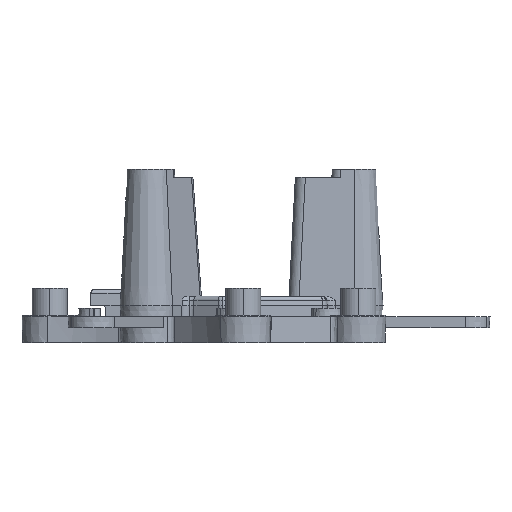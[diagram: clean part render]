
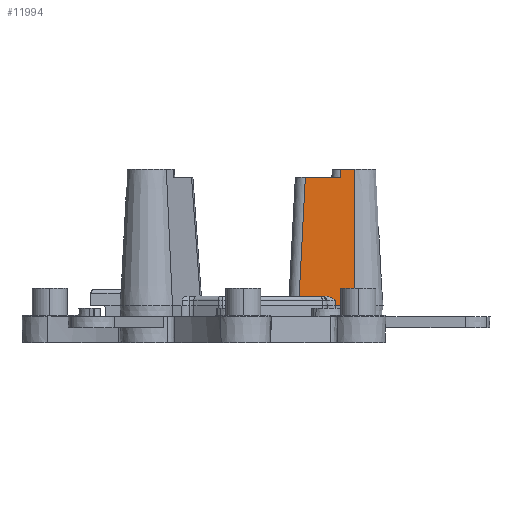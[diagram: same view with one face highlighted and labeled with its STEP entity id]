
A CAD part, left-side view. The second image highlights one B-rep face of the part: STEP entity #11994.
In plain terms, the highlighted planar face has unit normal (-0.999, 0, 0.052).
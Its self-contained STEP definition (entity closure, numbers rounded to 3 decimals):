
#94 = CARTESIAN_POINT ( 'NONE',  ( -5.033, -16.707, 5.725 ) ) ;
#120 = LINE ( 'NONE', #6880, #11577 ) ;
#180 = CARTESIAN_POINT ( 'NONE',  ( -5.105, 0., 4.362 ) ) ;
#610 = VERTEX_POINT ( 'NONE', #17199 ) ;
#794 = VERTEX_POINT ( 'NONE', #12724 ) ;
#1030 = EDGE_CURVE ( 'NONE', #794, #17887, #12812, .T. ) ;
#1177 = CARTESIAN_POINT ( 'NONE',  ( -5.043, -21.201, 5.545 ) ) ;
#1341 = CARTESIAN_POINT ( 'NONE',  ( -3.807, -22.485, 29.122 ) ) ;
#1590 = CARTESIAN_POINT ( 'NONE',  ( -5.013, 0., 6.112 ) ) ;
#1654 = CARTESIAN_POINT ( 'NONE',  ( -5.098, -21.539, 4.5 ) ) ;
#1988 = ORIENTED_EDGE ( 'NONE', *, *, #11586, .F. ) ;
#2096 = LINE ( 'NONE', #2980, #19590 ) ;
#2200 = ORIENTED_EDGE ( 'NONE', *, *, #10448, .T. ) ;
#2563 = CARTESIAN_POINT ( 'NONE',  ( -5.013, -20.05, 6.112 ) ) ;
#2955 = VECTOR ( 'NONE', #8784, 1000. ) ;
#2980 = CARTESIAN_POINT ( 'NONE',  ( -5.006, -16.258, 6.25 ) ) ;
#3451 = CARTESIAN_POINT ( 'NONE',  ( -5.019, -17.28, 6.008 ) ) ;
#3455 = CARTESIAN_POINT ( 'NONE',  ( -5.065, -16.159, 5.114 ) ) ;
#3528 = DIRECTION ( 'NONE',  ( 0., 1., 0. ) ) ;
#3782 = EDGE_CURVE ( 'NONE', #11290, #9898, #6687, .T. ) ;
#3881 = EDGE_CURVE ( 'NONE', #17887, #16602, #120, .T. ) ;
#4499 = EDGE_CURVE ( 'NONE', #17393, #9898, #17623, .T. ) ;
#4964 = CARTESIAN_POINT ( 'NONE',  ( -5.163, -21.13, 3.258 ) ) ;
#5199 = ORIENTED_EDGE ( 'NONE', *, *, #3881, .T. ) ;
#5285 = CARTESIAN_POINT ( 'NONE',  ( -5.013, -19.724, 6.112 ) ) ;
#5458 = DIRECTION ( 'NONE',  ( -0.999, 0., 0.052 ) ) ;
#6356 = VERTEX_POINT ( 'NONE', #17918 ) ;
#6687 = LINE ( 'NONE', #1590, #20060 ) ;
#6724 = EDGE_CURVE ( 'NONE', #610, #9705, #15480, .T. ) ;
#6880 = CARTESIAN_POINT ( 'NONE',  ( -5.105, -19.86, 4.362 ) ) ;
#7190 = CARTESIAN_POINT ( 'NONE',  ( -5.053, -16.18, 5.36 ) ) ;
#7748 = CARTESIAN_POINT ( 'NONE',  ( -3.886, -16.01, 27.622 ) ) ;
#7831 = EDGE_CURVE ( 'NONE', #13009, #16602, #11624, .T. ) ;
#7951 = EDGE_CURVE ( 'NONE', #11290, #794, #21404, .T. ) ;
#7992 = VECTOR ( 'NONE', #13777, 1000. ) ;
#8151 = CARTESIAN_POINT ( 'NONE',  ( -5.053, -21.464, 5.36 ) ) ;
#8239 = LINE ( 'NONE', #4964, #8756 ) ;
#8366 = CARTESIAN_POINT ( 'NONE',  ( -5.019, -20.364, 6.008 ) ) ;
#8544 = CARTESIAN_POINT ( 'NONE',  ( -5.105, -25., 4.362 ) ) ;
#8644 = VECTOR ( 'NONE', #21410, 1000. ) ;
#8756 = VECTOR ( 'NONE', #12291, 1000. ) ;
#8784 = DIRECTION ( 'NONE',  ( -0.052, -0.087, -0.995 ) ) ;
#9097 = VECTOR ( 'NONE', #10811, 1000. ) ;
#9235 = CARTESIAN_POINT ( 'NONE',  ( -5.105, -25., 4.362 ) ) ;
#9318 = ORIENTED_EDGE ( 'NONE', *, *, #10706, .T. ) ;
#9543 = EDGE_LOOP ( 'NONE', ( #9318, #2200, #11880, #13996, #18903, #10215, #22416, #5199, #20880, #1988, #14457, #14705 ) ) ;
#9705 = VERTEX_POINT ( 'NONE', #7748 ) ;
#9823 = VERTEX_POINT ( 'NONE', #3455 ) ;
#9898 = VERTEX_POINT ( 'NONE', #10689 ) ;
#10215 = ORIENTED_EDGE ( 'NONE', *, *, #7951, .T. ) ;
#10448 = EDGE_CURVE ( 'NONE', #6356, #9823, #16450, .T. ) ;
#10467 = DIRECTION ( 'NONE',  ( 0.052, 0., 0.999 ) ) ;
#10530 = CARTESIAN_POINT ( 'NONE',  ( -5.043, -16.441, 5.543 ) ) ;
#10689 = CARTESIAN_POINT ( 'NONE',  ( -5.013, -17.92, 6.112 ) ) ;
#10706 = EDGE_CURVE ( 'NONE', #9705, #6356, #16186, .T. ) ;
#10811 = DIRECTION ( 'NONE',  ( 0., -1., 0. ) ) ;
#10861 = CARTESIAN_POINT ( 'NONE',  ( -3.807, 0., 29.122 ) ) ;
#11290 = VERTEX_POINT ( 'NONE', #5285 ) ;
#11577 = VECTOR ( 'NONE', #17233, 1000. ) ;
#11586 = EDGE_CURVE ( 'NONE', #15847, #13009, #14522, .T. ) ;
#11624 = LINE ( 'NONE', #9235, #8644 ) ;
#11880 = ORIENTED_EDGE ( 'NONE', *, *, #17183, .T. ) ;
#11994 = ADVANCED_FACE ( 'NONE', ( #20493 ), #14243, .T. ) ;
#12291 = DIRECTION ( 'NONE',  ( -0.052, 0.052, -0.997 ) ) ;
#12724 = CARTESIAN_POINT ( 'NONE',  ( -5.053, -21.464, 5.36 ) ) ;
#12812 = LINE ( 'NONE', #1654, #2955 ) ;
#13009 = VERTEX_POINT ( 'NONE', #17080 ) ;
#13777 = DIRECTION ( 'NONE',  ( -0.052, 0.052, -0.997 ) ) ;
#13913 = CARTESIAN_POINT ( 'NONE',  ( -3.886, 0., 27.622 ) ) ;
#13996 = ORIENTED_EDGE ( 'NONE', *, *, #4499, .T. ) ;
#13997 = CARTESIAN_POINT ( 'NONE',  ( -5.013, -17.594, 6.112 ) ) ;
#14075 = DIRECTION ( 'NONE',  ( 0., 1., 0. ) ) ;
#14243 = PLANE ( 'NONE',  #14634 ) ;
#14457 = ORIENTED_EDGE ( 'NONE', *, *, #21897, .T. ) ;
#14522 = LINE ( 'NONE', #10861, #17217 ) ;
#14634 = AXIS2_PLACEMENT_3D ( 'NONE', #180, #5458, #10467 ) ;
#14705 = ORIENTED_EDGE ( 'NONE', *, *, #6724, .T. ) ;
#15480 = LINE ( 'NONE', #13913, #16567 ) ;
#15847 = VERTEX_POINT ( 'NONE', #1341 ) ;
#16186 = LINE ( 'NONE', #18441, #7992 ) ;
#16249 = CARTESIAN_POINT ( 'NONE',  ( -5.053, -16.18, 5.36 ) ) ;
#16450 = LINE ( 'NONE', #19608, #9097 ) ;
#16567 = VECTOR ( 'NONE', #14075, 1000. ) ;
#16602 = VERTEX_POINT ( 'NONE', #8544 ) ;
#17080 = CARTESIAN_POINT ( 'NONE',  ( -3.807, -25., 29.122 ) ) ;
#17183 = EDGE_CURVE ( 'NONE', #9823, #17393, #2096, .T. ) ;
#17199 = CARTESIAN_POINT ( 'NONE',  ( -3.886, -22.407, 27.622 ) ) ;
#17217 = VECTOR ( 'NONE', #19572, 1000. ) ;
#17233 = DIRECTION ( 'NONE',  ( 0., -1., 0. ) ) ;
#17393 = VERTEX_POINT ( 'NONE', #16249 ) ;
#17623 = B_SPLINE_CURVE_WITH_KNOTS ( 'NONE', 3,
 ( #7190, #10530, #94, #3451, #13997, #19165 ),
 .UNSPECIFIED., .F., .F.,
 ( 4, 2, 4 ),
 ( 0., 0.001, 0.002 ),
 .UNSPECIFIED. ) ;
#17887 = VERTEX_POINT ( 'NONE', #19002 ) ;
#17918 = CARTESIAN_POINT ( 'NONE',  ( -5.065, -14.839, 5.114 ) ) ;
#18225 = CARTESIAN_POINT ( 'NONE',  ( -5.013, -19.724, 6.112 ) ) ;
#18441 = CARTESIAN_POINT ( 'NONE',  ( -5.145, -14.76, 3.597 ) ) ;
#18600 = CARTESIAN_POINT ( 'NONE',  ( -5.033, -20.937, 5.725 ) ) ;
#18903 = ORIENTED_EDGE ( 'NONE', *, *, #3782, .F. ) ;
#19002 = CARTESIAN_POINT ( 'NONE',  ( -5.105, -21.551, 4.362 ) ) ;
#19072 = DIRECTION ( 'NONE',  ( 0.052, -0.087, 0.995 ) ) ;
#19165 = CARTESIAN_POINT ( 'NONE',  ( -5.013, -17.92, 6.112 ) ) ;
#19572 = DIRECTION ( 'NONE',  ( 0., -1., 0. ) ) ;
#19590 = VECTOR ( 'NONE', #19072, 1000. ) ;
#19608 = CARTESIAN_POINT ( 'NONE',  ( -5.065, 0., 5.114 ) ) ;
#20060 = VECTOR ( 'NONE', #3528, 1000. ) ;
#20493 = FACE_OUTER_BOUND ( 'NONE', #9543, .T. ) ;
#20880 = ORIENTED_EDGE ( 'NONE', *, *, #7831, .F. ) ;
#21404 = B_SPLINE_CURVE_WITH_KNOTS ( 'NONE', 3,
 ( #18225, #2563, #8366, #18600, #1177, #8151 ),
 .UNSPECIFIED., .F., .F.,
 ( 4, 2, 4 ),
 ( 0., 0.001, 0.002 ),
 .UNSPECIFIED. ) ;
#21410 = DIRECTION ( 'NONE',  ( -0.052, 0., -0.999 ) ) ;
#21897 = EDGE_CURVE ( 'NONE', #15847, #610, #8239, .T. ) ;
#22416 = ORIENTED_EDGE ( 'NONE', *, *, #1030, .T. ) ;
